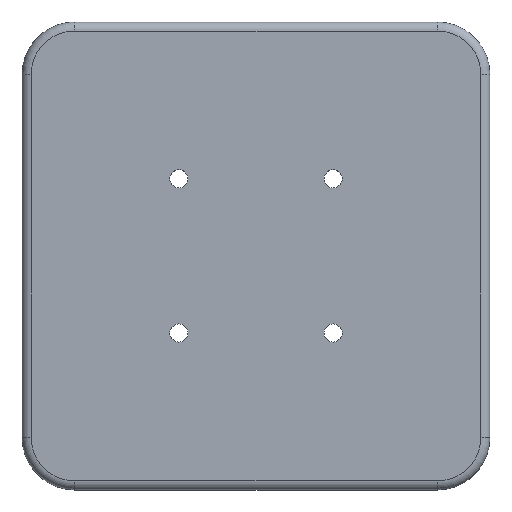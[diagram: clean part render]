
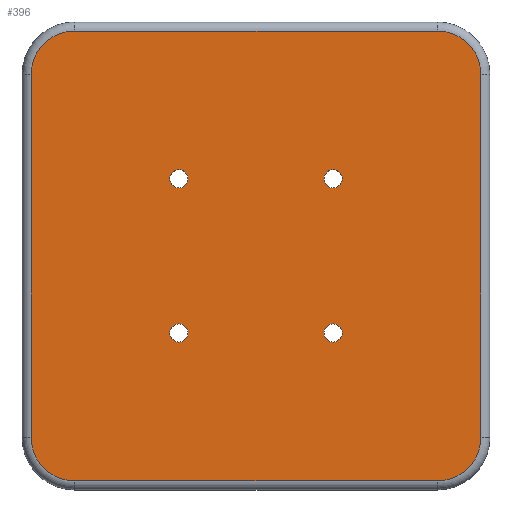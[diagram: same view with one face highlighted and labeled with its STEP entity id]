
A CAD part, top view. The second image highlights one B-rep face of the part: STEP entity #396.
In plain terms, the highlighted planar face has unit normal (0, 0, 1).
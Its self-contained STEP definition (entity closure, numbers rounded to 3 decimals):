
#3 = ORIENTED_EDGE ( 'NONE', *, *, #1243, .T. ) ;
#5 = CARTESIAN_POINT ( 'NONE',  ( 67., 67., 16.6 ) ) ;
#11 = VECTOR ( 'NONE', #1015, 1000. ) ;
#12 = CARTESIAN_POINT ( 'NONE',  ( 90., 99.6, 16.6 ) ) ;
#16 = VERTEX_POINT ( 'NONE', #422 ) ;
#17 = CARTESIAN_POINT ( 'NONE',  ( 67., 67., 16.6 ) ) ;
#20 = FACE_BOUND ( 'NONE', #1142, .T. ) ;
#21 = DIRECTION ( 'NONE',  ( 0., 1., 0. ) ) ;
#45 = CARTESIAN_POINT ( 'NONE',  ( 90., 0.4, 16.6 ) ) ;
#46 = CARTESIAN_POINT ( 'NONE',  ( 35., 33., 16.6 ) ) ;
#52 = EDGE_CURVE ( 'NONE', #846, #1120, #833, .T. ) ;
#59 = CIRCLE ( 'NONE', #815, 2. ) ;
#60 = VERTEX_POINT ( 'NONE', #1254 ) ;
#67 = VERTEX_POINT ( 'NONE', #45 ) ;
#88 = ORIENTED_EDGE ( 'NONE', *, *, #1180, .T. ) ;
#96 = AXIS2_PLACEMENT_3D ( 'NONE', #212, #1201, #1066 ) ;
#100 = VERTEX_POINT ( 'NONE', #659 ) ;
#103 = DIRECTION ( 'NONE',  ( 0., 0., -1. ) ) ;
#106 = DIRECTION ( 'NONE',  ( -1., 0., 0. ) ) ;
#124 = CARTESIAN_POINT ( 'NONE',  ( 90., 10., 16.6 ) ) ;
#126 = CARTESIAN_POINT ( 'NONE',  ( 90., 90., 16.6 ) ) ;
#131 = EDGE_CURVE ( 'NONE', #999, #888, #970, .T. ) ;
#136 = DIRECTION ( 'NONE',  ( 0., 0., -1. ) ) ;
#138 = EDGE_LOOP ( 'NONE', ( #635, #1257 ) ) ;
#145 = DIRECTION ( 'NONE',  ( -1., 0., 0. ) ) ;
#153 = DIRECTION ( 'NONE',  ( -1., 0., 0. ) ) ;
#160 = CARTESIAN_POINT ( 'NONE',  ( 67., 33., 16.6 ) ) ;
#167 = EDGE_CURVE ( 'NONE', #252, #205, #537, .T. ) ;
#177 = CIRCLE ( 'NONE', #96, 9.6 ) ;
#179 = AXIS2_PLACEMENT_3D ( 'NONE', #1244, #640, #1039 ) ;
#194 = AXIS2_PLACEMENT_3D ( 'NONE', #1245, #323, #445 ) ;
#205 = VERTEX_POINT ( 'NONE', #254 ) ;
#212 = CARTESIAN_POINT ( 'NONE',  ( 10., 90., 16.6 ) ) ;
#216 = CARTESIAN_POINT ( 'NONE',  ( 0., 0., 16.6 ) ) ;
#231 = CARTESIAN_POINT ( 'NONE',  ( 99.6, 10., 16.6 ) ) ;
#245 = AXIS2_PLACEMENT_3D ( 'NONE', #457, #755, #1167 ) ;
#247 = ORIENTED_EDGE ( 'NONE', *, *, #167, .T. ) ;
#252 = VERTEX_POINT ( 'NONE', #281 ) ;
#254 = CARTESIAN_POINT ( 'NONE',  ( 31., 67., 16.6 ) ) ;
#255 = CARTESIAN_POINT ( 'NONE',  ( 65., 33., 16.6 ) ) ;
#264 = VECTOR ( 'NONE', #21, 1000. ) ;
#279 = EDGE_CURVE ( 'NONE', #509, #100, #427, .T. ) ;
#281 = CARTESIAN_POINT ( 'NONE',  ( 35., 67., 16.6 ) ) ;
#292 = ORIENTED_EDGE ( 'NONE', *, *, #671, .T. ) ;
#311 = DIRECTION ( 'NONE',  ( 1., 0., 0. ) ) ;
#312 = DIRECTION ( 'NONE',  ( 0., 0., 1. ) ) ;
#321 = EDGE_CURVE ( 'NONE', #16, #60, #326, .T. ) ;
#323 = DIRECTION ( 'NONE',  ( 0., 0., -1. ) ) ;
#326 = CIRCLE ( 'NONE', #471, 9.6 ) ;
#328 = DIRECTION ( 'NONE',  ( 0., -1., 0. ) ) ;
#345 = VECTOR ( 'NONE', #786, 1000. ) ;
#352 = CARTESIAN_POINT ( 'NONE',  ( 0.4, 90., 16.6 ) ) ;
#359 = EDGE_LOOP ( 'NONE', ( #292, #3, #88, #698, #561, #820, #524, #699 ) ) ;
#364 = CARTESIAN_POINT ( 'NONE',  ( 33., 67., 16.6 ) ) ;
#376 = VERTEX_POINT ( 'NONE', #480 ) ;
#382 = ORIENTED_EDGE ( 'NONE', *, *, #279, .T. ) ;
#396 = ADVANCED_FACE ( 'NONE', ( #20, #1037, #728, #718, #438 ), #1157, .T. ) ;
#414 = LINE ( 'NONE', #1258, #264 ) ;
#420 = LINE ( 'NONE', #955, #1190 ) ;
#421 = DIRECTION ( 'NONE',  ( 1., 0., 0. ) ) ;
#422 = CARTESIAN_POINT ( 'NONE',  ( 0.4, 10., 16.6 ) ) ;
#423 = CARTESIAN_POINT ( 'NONE',  ( 69., 33., 16.6 ) ) ;
#427 = CIRCLE ( 'NONE', #721, 2. ) ;
#435 = VERTEX_POINT ( 'NONE', #231 ) ;
#438 = FACE_OUTER_BOUND ( 'NONE', #359, .T. ) ;
#445 = DIRECTION ( 'NONE',  ( -1., 0., 0. ) ) ;
#447 = VERTEX_POINT ( 'NONE', #12 ) ;
#457 = CARTESIAN_POINT ( 'NONE',  ( 33., 67., 16.6 ) ) ;
#462 = EDGE_CURVE ( 'NONE', #915, #16, #420, .T. ) ;
#465 = DIRECTION ( 'NONE',  ( 1., 0., 0. ) ) ;
#471 = AXIS2_PLACEMENT_3D ( 'NONE', #1027, #916, #311 ) ;
#478 = CIRCLE ( 'NONE', #245, 2. ) ;
#480 = CARTESIAN_POINT ( 'NONE',  ( 10., 99.6, 16.6 ) ) ;
#509 = VERTEX_POINT ( 'NONE', #1194 ) ;
#524 = ORIENTED_EDGE ( 'NONE', *, *, #321, .T. ) ;
#537 = CIRCLE ( 'NONE', #1209, 2. ) ;
#538 = ORIENTED_EDGE ( 'NONE', *, *, #1327, .T. ) ;
#556 = VERTEX_POINT ( 'NONE', #1081 ) ;
#561 = ORIENTED_EDGE ( 'NONE', *, *, #739, .T. ) ;
#569 = EDGE_LOOP ( 'NONE', ( #538, #247 ) ) ;
#607 = CARTESIAN_POINT ( 'NONE',  ( 10., 99.6, 16.6 ) ) ;
#621 = EDGE_CURVE ( 'NONE', #447, #376, #899, .T. ) ;
#635 = ORIENTED_EDGE ( 'NONE', *, *, #1279, .T. ) ;
#638 = EDGE_CURVE ( 'NONE', #888, #999, #1251, .T. ) ;
#640 = DIRECTION ( 'NONE',  ( 0., 0., -1. ) ) ;
#659 = CARTESIAN_POINT ( 'NONE',  ( 65., 67., 16.6 ) ) ;
#671 = EDGE_CURVE ( 'NONE', #67, #435, #1128, .T. ) ;
#698 = ORIENTED_EDGE ( 'NONE', *, *, #621, .T. ) ;
#699 = ORIENTED_EDGE ( 'NONE', *, *, #1035, .T. ) ;
#718 = FACE_BOUND ( 'NONE', #954, .T. ) ;
#721 = AXIS2_PLACEMENT_3D ( 'NONE', #5, #1207, #106 ) ;
#726 = CIRCLE ( 'NONE', #882, 9.6 ) ;
#728 = FACE_BOUND ( 'NONE', #569, .T. ) ;
#739 = EDGE_CURVE ( 'NONE', #376, #915, #177, .T. ) ;
#755 = DIRECTION ( 'NONE',  ( 0., 0., -1. ) ) ;
#763 = DIRECTION ( 'NONE',  ( 0., 0., -1. ) ) ;
#779 = ORIENTED_EDGE ( 'NONE', *, *, #638, .T. ) ;
#786 = DIRECTION ( 'NONE',  ( 1., 0., 0. ) ) ;
#807 = CARTESIAN_POINT ( 'NONE',  ( 31., 33., 16.6 ) ) ;
#815 = AXIS2_PLACEMENT_3D ( 'NONE', #17, #136, #145 ) ;
#818 = EDGE_CURVE ( 'NONE', #100, #509, #59, .T. ) ;
#819 = CIRCLE ( 'NONE', #179, 2. ) ;
#820 = ORIENTED_EDGE ( 'NONE', *, *, #462, .T. ) ;
#831 = CARTESIAN_POINT ( 'NONE',  ( 67., 33., 16.6 ) ) ;
#833 = CIRCLE ( 'NONE', #194, 2. ) ;
#846 = VERTEX_POINT ( 'NONE', #46 ) ;
#882 = AXIS2_PLACEMENT_3D ( 'NONE', #126, #312, #421 ) ;
#888 = VERTEX_POINT ( 'NONE', #423 ) ;
#899 = LINE ( 'NONE', #607, #11 ) ;
#915 = VERTEX_POINT ( 'NONE', #352 ) ;
#916 = DIRECTION ( 'NONE',  ( 0., 0., 1. ) ) ;
#953 = ORIENTED_EDGE ( 'NONE', *, *, #131, .T. ) ;
#954 = EDGE_LOOP ( 'NONE', ( #966, #382 ) ) ;
#955 = CARTESIAN_POINT ( 'NONE',  ( 0.4, 10., 16.6 ) ) ;
#966 = ORIENTED_EDGE ( 'NONE', *, *, #818, .T. ) ;
#970 = CIRCLE ( 'NONE', #1188, 2. ) ;
#974 = AXIS2_PLACEMENT_3D ( 'NONE', #124, #1105, #465 ) ;
#999 = VERTEX_POINT ( 'NONE', #255 ) ;
#1015 = DIRECTION ( 'NONE',  ( -1., 0., 0. ) ) ;
#1027 = CARTESIAN_POINT ( 'NONE',  ( 10., 10., 16.6 ) ) ;
#1035 = EDGE_CURVE ( 'NONE', #60, #67, #1196, .T. ) ;
#1037 = FACE_BOUND ( 'NONE', #138, .T. ) ;
#1039 = DIRECTION ( 'NONE',  ( -1., 0., 0. ) ) ;
#1047 = DIRECTION ( 'NONE',  ( 0., 0., 1. ) ) ;
#1054 = DIRECTION ( 'NONE',  ( 1., 0., 0. ) ) ;
#1066 = DIRECTION ( 'NONE',  ( 1., 0., 0. ) ) ;
#1081 = CARTESIAN_POINT ( 'NONE',  ( 99.6, 90., 16.6 ) ) ;
#1092 = DIRECTION ( 'NONE',  ( 0., 0., -1. ) ) ;
#1105 = DIRECTION ( 'NONE',  ( 0., 0., 1. ) ) ;
#1120 = VERTEX_POINT ( 'NONE', #807 ) ;
#1128 = CIRCLE ( 'NONE', #974, 9.6 ) ;
#1142 = EDGE_LOOP ( 'NONE', ( #953, #779 ) ) ;
#1157 = PLANE ( 'NONE',  #1295 ) ;
#1167 = DIRECTION ( 'NONE',  ( -1., 0., 0. ) ) ;
#1180 = EDGE_CURVE ( 'NONE', #556, #447, #726, .T. ) ;
#1188 = AXIS2_PLACEMENT_3D ( 'NONE', #160, #763, #153 ) ;
#1190 = VECTOR ( 'NONE', #328, 1000. ) ;
#1194 = CARTESIAN_POINT ( 'NONE',  ( 69., 67., 16.6 ) ) ;
#1196 = LINE ( 'NONE', #1213, #345 ) ;
#1201 = DIRECTION ( 'NONE',  ( 0., 0., 1. ) ) ;
#1207 = DIRECTION ( 'NONE',  ( 0., 0., -1. ) ) ;
#1209 = AXIS2_PLACEMENT_3D ( 'NONE', #364, #1092, #1287 ) ;
#1213 = CARTESIAN_POINT ( 'NONE',  ( 90., 0.4, 16.6 ) ) ;
#1243 = EDGE_CURVE ( 'NONE', #435, #556, #414, .T. ) ;
#1244 = CARTESIAN_POINT ( 'NONE',  ( 33., 33., 16.6 ) ) ;
#1245 = CARTESIAN_POINT ( 'NONE',  ( 33., 33., 16.6 ) ) ;
#1251 = CIRCLE ( 'NONE', #1276, 2. ) ;
#1254 = CARTESIAN_POINT ( 'NONE',  ( 10., 0.4, 16.6 ) ) ;
#1257 = ORIENTED_EDGE ( 'NONE', *, *, #52, .T. ) ;
#1258 = CARTESIAN_POINT ( 'NONE',  ( 99.6, 90., 16.6 ) ) ;
#1276 = AXIS2_PLACEMENT_3D ( 'NONE', #831, #103, #1315 ) ;
#1279 = EDGE_CURVE ( 'NONE', #1120, #846, #819, .T. ) ;
#1287 = DIRECTION ( 'NONE',  ( -1., 0., 0. ) ) ;
#1295 = AXIS2_PLACEMENT_3D ( 'NONE', #216, #1047, #1054 ) ;
#1315 = DIRECTION ( 'NONE',  ( -1., 0., 0. ) ) ;
#1327 = EDGE_CURVE ( 'NONE', #205, #252, #478, .T. ) ;
